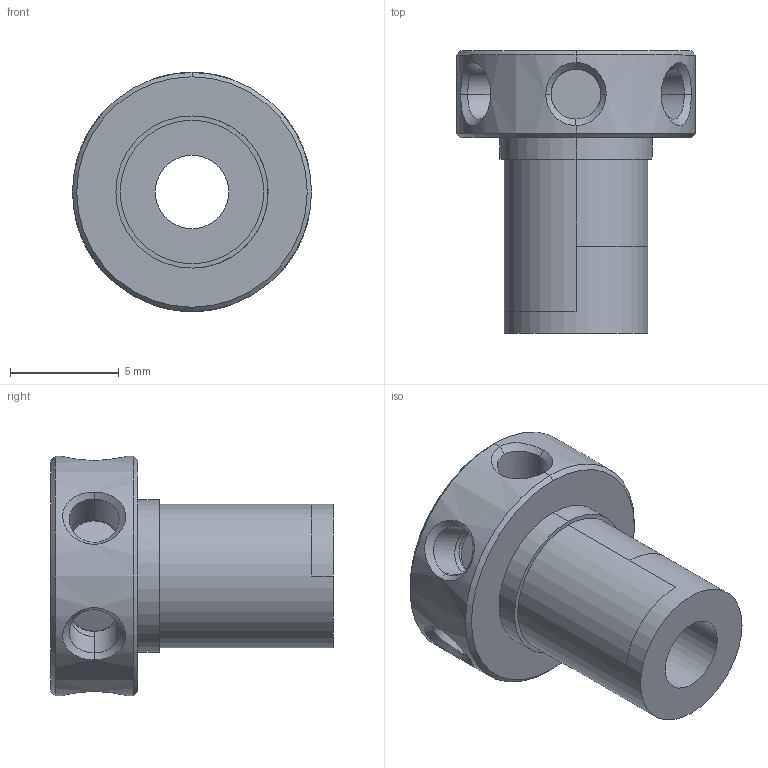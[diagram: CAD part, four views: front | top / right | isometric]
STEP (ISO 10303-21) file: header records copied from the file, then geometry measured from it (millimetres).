
FILE_DESCRIPTION(('CATIA V5 STEP'),'2;1');
FILE_NAME('Hot end Isolator_6Maker.stp','2018-01-30T16:28:23+00:00',('none'),('none'),'CATIA Version 5 Release 21 GA (IN-10)','CATIA V5 STEP AP203','none');
FILE_SCHEMA(('CONFIG_CONTROL_DESIGN'));
Length unit declared in the file: millimetre
Products named in the file (1): Hot end Isolator_6Maker
Bounding box: 11 x 13 x 11 mm (x, y, z)
Volume: 412.6 mm3; surface area: 767.1 mm2
Topology: 1 solids, 1 shells, 69 faces, 170 edges, 110 vertices
Faces by surface type: cylinder 36, bspline 16, plane 11, cone 6
Entity records: 2810 total; most frequent: CARTESIAN_POINT 1346, ORIENTED_EDGE 340, DIRECTION 192, EDGE_CURVE 170, VERTEX_POINT 110, AXIS2_PLACEMENT_3D 94, EDGE_LOOP 78, ADVANCED_FACE 69
